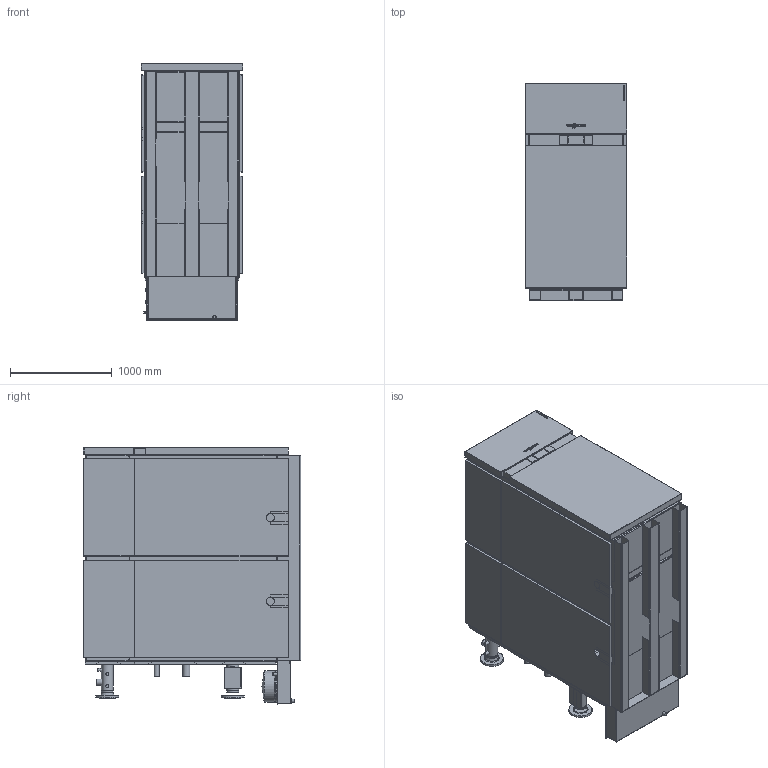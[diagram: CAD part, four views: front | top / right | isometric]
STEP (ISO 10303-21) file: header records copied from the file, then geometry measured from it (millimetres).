
FILE_DESCRIPTION(/* description */ (''),/* implementation_level */ '2;1');
FILE_NAME(/* name */ 'Vitocrossal 300 CA3B-3.5 DF.stp',/* time_stamp */ '2021-01-11T12:15:13-05:00',/* author */ ('pfid'),/* organization */ (''),/* preprocessor_version */ 'ST-DEVELOPER v18',/* originating_system */ 'Autodesk Inventor 2020',/* authorisation */ '');
FILE_SCHEMA (('AUTOMOTIVE_DESIGN { 1 0 10303 214 3 1 1 }'));
Products named in the file (1): Vitocrossal300 CA3B-3.5 DF-Installation Fittings - 2_Substitute_2
Bounding box: 997 x 2131 x 2525.7 mm (x, y, z)
Surface area: 46953378.4 mm2 (no closed solid volume)
Topology: 0 solids, 171 shells, 1320 faces, 5449 edges, 4184 vertices
Faces by surface type: plane 795, cylinder 408, bspline 74, torus 28, cone 11, sphere 4
Full cylindrical faces by diameter (mm): 29 x5, 30 x1, 31.8 x1, 32 x1, 48.3 x1, 60.3 x1, 73 x1, 114.3 x4, 157.2 x2, 198 x1, 214 x1, 228.6 x2, 308.8 x2
Entity records: 59788 total; most frequent: CARTESIAN_POINT 14467, DIRECTION 9152, ORIENTED_EDGE 7640, EDGE_CURVE 5448, VERTEX_POINT 4184, LINE 3760, VECTOR 3760, AXIS2_PLACEMENT_3D 2696
